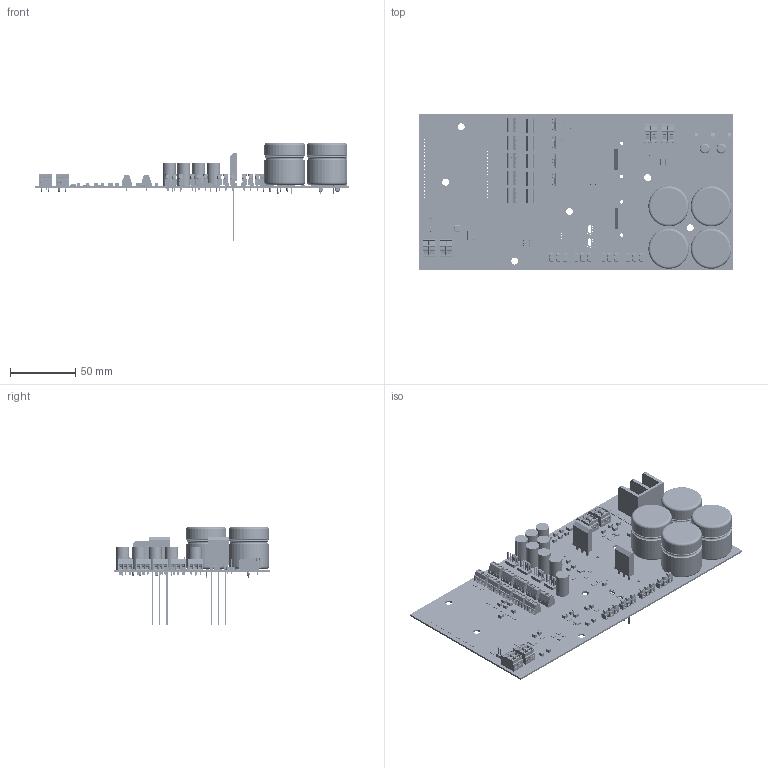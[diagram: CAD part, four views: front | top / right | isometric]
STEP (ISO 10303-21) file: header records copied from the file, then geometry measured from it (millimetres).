
FILE_DESCRIPTION(('KiCad electronic assembly'),'2;1');
FILE_NAME('DynamicBrakeGrid.step','2025-03-25T18:29:34',('Pcbnew'),( 'Kicad'),'Open CASCADE STEP processor 7.9','KiCad to STEP converter' ,'Unknown');
FILE_SCHEMA(('AUTOMOTIVE_DESIGN { 1 0 10303 214 1 1 1 1 }'));
Length unit declared in the file: millimetre
Products named in the file (52): DynamicBrakeGrid 1; C_1210_3225Metric; RC2512JK-071ML; term1; term2; body; R_1210_3225Metric; FanPinHeader_1x04_P2.54mm_Vertical; 38969-0002; SOLID; COMPOUND; 1987724; pt_2.5-2-5.0-v; ALH82A750CB600; UCC27424QDRQ1; BODY-SO; LEAD-D0008B; UVY1E102MPD1TD; MCP2515-e_ST; Body; PinsArrayLR; STWA75N60M6; PinsArray; LTST-C230CKT; 5442251; 1SMB2EZ15_R1_00001; Pins; PinHeader_1x02_P2.54mm_Vertical; MMSZ5231B-TP; ��1; ��2; FBMJ1608HS220NTR; 1548129; 2023_03_27_05_10_11_0341; 2023_03_27_05_10_11_0325; 2023_03_27_05_10_11_0310; 2023_03_27_05_10_11_0294; 2023_03_27_05_10_11_0279; 2023_03_27_05_10_11_0263; 2023_03_27_05_10_11_0247 ...
Assembly tree (153 placements, depth 3):
  DynamicBrakeGrid 1
    C_1210_3225Metric  x36
    RC2512JK-071ML  x6
      term1
      term2
      body
    R_1210_3225Metric  x18
    FanPinHeader_1x04_P2.54mm_Vertical  x4
    38969-0002
      SOLID
      COMPOUND
    1987724  x8
      pt_2.5-2-5.0-v
    ALH82A750CB600  x4
    UCC27424QDRQ1  x4
      BODY-SO
      LEAD-D0008B
    UVY1E102MPD1TD  x8
    MCP2515-e_ST
      Body
      PinsArrayLR
    STWA75N60M6  x2
      Body
      PinsArray
    LTST-C230CKT  x2
    5442251  x10
    1SMB2EZ15_R1_00001
      Body
      Pins
    PinHeader_1x02_P2.54mm_Vertical
    MMSZ5231B-TP
      ��1
      ��2
    FBMJ1608HS220NTR  x2
      term1
      term2
      body
    1548129  x4
      2023_03_27_05_10_11_0341
      2023_03_27_05_10_11_0325
      2023_03_27_05_10_11_0310
      2023_03_27_05_10_11_0294
      2023_03_27_05_10_11_0279
      2023_03_27_05_10_11_0263
      2023_03_27_05_10_11_0247
      2023_03_27_05_10_11_0232
      2023_03_27_05_10_11_0216
      2023_03_27_05_10_11_0200
      2023_03_27_05_10_11_0185
      2023_03_27_05_10_11_0169
      2023_03_27_05_10_11_0138
    DynamicBrakeGrid_PCB
Bounding box: 240 x 120 x 75 mm (x, y, z)
Volume: 174785.8 mm3; surface area: 122309.5 mm2
Topology: 360 solids, 360 shells, 9654 faces, 24989 edges, 16280 vertices
Faces by surface type: plane 6801, cylinder 2521, bspline 164, torus 84, cone 68, sphere 16
Full cylindrical faces by diameter (mm): 0.5 x32, 0.55 x1, 0.8 x19, 1 x34, 1.02 x16, 1.1 x34, 1.3 x20, 1.62 x6, 2 x8, 2.6 x4, 3.96 x2, 5.3 x6
Entity records: 70000 total; most frequent: CARTESIAN_POINT 13352, ORIENTED_EDGE 9768, DIRECTION 9666, EDGE_CURVE 4884, LINE 3394, VECTOR 3394, VERTEX_POINT 3175, AXIS2_PLACEMENT_3D 3136
